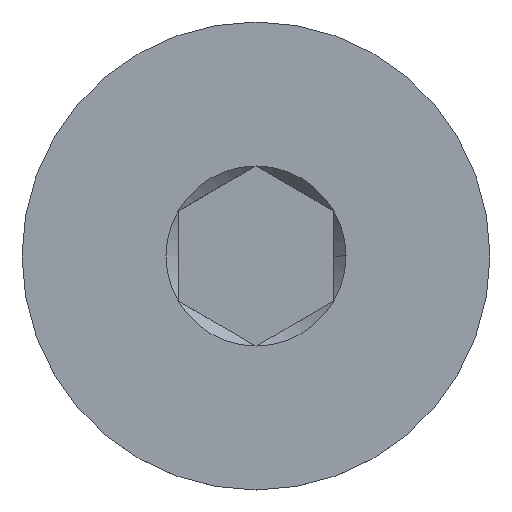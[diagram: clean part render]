
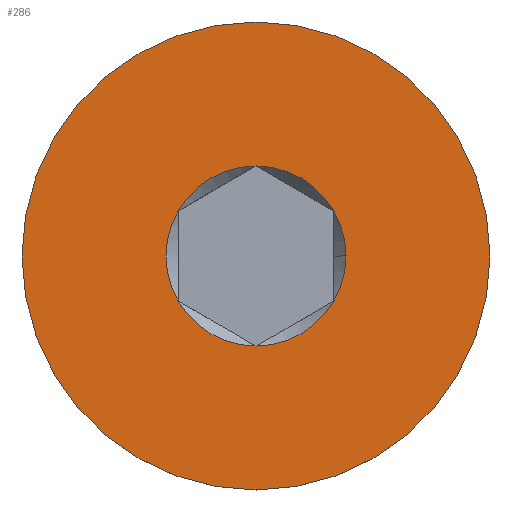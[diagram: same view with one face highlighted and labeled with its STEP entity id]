
A CAD part, top view. The second image highlights one B-rep face of the part: STEP entity #286.
In plain terms, the highlighted planar face has unit normal (0, 0, 1).
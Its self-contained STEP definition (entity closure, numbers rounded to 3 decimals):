
#24 = CARTESIAN_POINT ( 'NONE',  ( -2., -1.155, 0. ) ) ;
#31 = CARTESIAN_POINT ( 'NONE',  ( 0., 0., 0. ) ) ;
#34 = CIRCLE ( 'NONE', #265, 2.309 ) ;
#35 = DIRECTION ( 'NONE',  ( 0., 0., 1. ) ) ;
#40 = CIRCLE ( 'NONE', #624, 6. ) ;
#41 = VERTEX_POINT ( 'NONE', #361 ) ;
#52 = DIRECTION ( 'NONE',  ( 1., 0., 0. ) ) ;
#56 = VERTEX_POINT ( 'NONE', #24 ) ;
#103 = VERTEX_POINT ( 'NONE', #428 ) ;
#111 = AXIS2_PLACEMENT_3D ( 'NONE', #283, #238, #522 ) ;
#113 = CARTESIAN_POINT ( 'NONE',  ( 0., -3., 0. ) ) ;
#119 = FACE_OUTER_BOUND ( 'NONE', #294, .T. ) ;
#126 = CIRCLE ( 'NONE', #111, 2.309 ) ;
#127 = CIRCLE ( 'NONE', #565, 6. ) ;
#128 = ORIENTED_EDGE ( 'NONE', *, *, #516, .F. ) ;
#140 = CIRCLE ( 'NONE', #351, 2.309 ) ;
#141 = CIRCLE ( 'NONE', #352, 2.309 ) ;
#153 = CARTESIAN_POINT ( 'NONE',  ( 0., 2.309, 0. ) ) ;
#154 = EDGE_CURVE ( 'NONE', #56, #41, #140, .T. ) ;
#172 = CARTESIAN_POINT ( 'NONE',  ( 2., 1.155, 0. ) ) ;
#177 = EDGE_LOOP ( 'NONE', ( #474, #178, #718, #128, #745, #360, #411 ) ) ;
#178 = ORIENTED_EDGE ( 'NONE', *, *, #154, .F. ) ;
#179 = CARTESIAN_POINT ( 'NONE',  ( 0., 0., 0. ) ) ;
#181 = DIRECTION ( 'NONE',  ( 0., 0., 1. ) ) ;
#213 = DIRECTION ( 'NONE',  ( 0., 0., 1. ) ) ;
#234 = DIRECTION ( 'NONE',  ( 0., -1., 0. ) ) ;
#238 = DIRECTION ( 'NONE',  ( 0., 0., 1. ) ) ;
#252 = CARTESIAN_POINT ( 'NONE',  ( 0., 6., 0. ) ) ;
#265 = AXIS2_PLACEMENT_3D ( 'NONE', #456, #272, #328 ) ;
#268 = AXIS2_PLACEMENT_3D ( 'NONE', #625, #389, #438 ) ;
#271 = CARTESIAN_POINT ( 'NONE',  ( 0., -6., 0. ) ) ;
#272 = DIRECTION ( 'NONE',  ( 0., 0., 1. ) ) ;
#276 = DIRECTION ( 'NONE',  ( 0., 0., 1. ) ) ;
#280 = DIRECTION ( 'NONE',  ( 1., 0., 0. ) ) ;
#283 = CARTESIAN_POINT ( 'NONE',  ( 0., 0., 0. ) ) ;
#286 = ADVANCED_FACE ( 'NONE', ( #437, #119 ), #475, .T. ) ;
#294 = EDGE_LOOP ( 'NONE', ( #704, #611 ) ) ;
#307 = CARTESIAN_POINT ( 'NONE',  ( -2., 1.155, 0. ) ) ;
#319 = AXIS2_PLACEMENT_3D ( 'NONE', #31, #353, #52 ) ;
#328 = DIRECTION ( 'NONE',  ( 1., 0., 0. ) ) ;
#331 = CARTESIAN_POINT ( 'NONE',  ( 0., 0., 0. ) ) ;
#334 = DIRECTION ( 'NONE',  ( 0., 0., 1. ) ) ;
#341 = CARTESIAN_POINT ( 'NONE',  ( 2., -1.155, 0. ) ) ;
#351 = AXIS2_PLACEMENT_3D ( 'NONE', #382, #213, #376 ) ;
#352 = AXIS2_PLACEMENT_3D ( 'NONE', #386, #35, #280 ) ;
#353 = DIRECTION ( 'NONE',  ( 0., 0., 1. ) ) ;
#355 = EDGE_CURVE ( 'NONE', #103, #706, #126, .T. ) ;
#357 = VERTEX_POINT ( 'NONE', #252 ) ;
#360 = ORIENTED_EDGE ( 'NONE', *, *, #355, .F. ) ;
#361 = CARTESIAN_POINT ( 'NONE',  ( 0., -2.309, 0. ) ) ;
#376 = DIRECTION ( 'NONE',  ( 1., 0., 0. ) ) ;
#382 = CARTESIAN_POINT ( 'NONE',  ( 0., 0., 0. ) ) ;
#386 = CARTESIAN_POINT ( 'NONE',  ( 0., 0., 0. ) ) ;
#389 = DIRECTION ( 'NONE',  ( 0., 0., 1. ) ) ;
#406 = DIRECTION ( 'NONE',  ( 0., -1., 0. ) ) ;
#411 = ORIENTED_EDGE ( 'NONE', *, *, #708, .F. ) ;
#428 = CARTESIAN_POINT ( 'NONE',  ( 2.309, 0., 0. ) ) ;
#437 = FACE_BOUND ( 'NONE', #177, .T. ) ;
#438 = DIRECTION ( 'NONE',  ( 1., 0., 0. ) ) ;
#451 = CIRCLE ( 'NONE', #556, 2.309 ) ;
#455 = VERTEX_POINT ( 'NONE', #307 ) ;
#456 = CARTESIAN_POINT ( 'NONE',  ( 0., 0., 0. ) ) ;
#474 = ORIENTED_EDGE ( 'NONE', *, *, #506, .F. ) ;
#475 = PLANE ( 'NONE',  #666 ) ;
#496 = DIRECTION ( 'NONE',  ( 0., -1., 0. ) ) ;
#506 = EDGE_CURVE ( 'NONE', #41, #689, #758, .T. ) ;
#515 = CARTESIAN_POINT ( 'NONE',  ( 0., 0., 0. ) ) ;
#516 = EDGE_CURVE ( 'NONE', #635, #455, #34, .T. ) ;
#522 = DIRECTION ( 'NONE',  ( 1., 0., 0. ) ) ;
#542 = EDGE_CURVE ( 'NONE', #746, #357, #40, .T. ) ;
#556 = AXIS2_PLACEMENT_3D ( 'NONE', #331, #276, #736 ) ;
#565 = AXIS2_PLACEMENT_3D ( 'NONE', #179, #642, #406 ) ;
#593 = CIRCLE ( 'NONE', #268, 2.309 ) ;
#611 = ORIENTED_EDGE ( 'NONE', *, *, #681, .T. ) ;
#619 = EDGE_CURVE ( 'NONE', #706, #635, #141, .T. ) ;
#624 = AXIS2_PLACEMENT_3D ( 'NONE', #515, #334, #496 ) ;
#625 = CARTESIAN_POINT ( 'NONE',  ( 0., 0., 0. ) ) ;
#630 = EDGE_CURVE ( 'NONE', #455, #56, #451, .T. ) ;
#635 = VERTEX_POINT ( 'NONE', #153 ) ;
#642 = DIRECTION ( 'NONE',  ( 0., 0., 1. ) ) ;
#666 = AXIS2_PLACEMENT_3D ( 'NONE', #113, #181, #234 ) ;
#681 = EDGE_CURVE ( 'NONE', #357, #746, #127, .T. ) ;
#689 = VERTEX_POINT ( 'NONE', #341 ) ;
#704 = ORIENTED_EDGE ( 'NONE', *, *, #542, .T. ) ;
#706 = VERTEX_POINT ( 'NONE', #172 ) ;
#708 = EDGE_CURVE ( 'NONE', #689, #103, #593, .T. ) ;
#718 = ORIENTED_EDGE ( 'NONE', *, *, #630, .F. ) ;
#736 = DIRECTION ( 'NONE',  ( 1., 0., 0. ) ) ;
#745 = ORIENTED_EDGE ( 'NONE', *, *, #619, .F. ) ;
#746 = VERTEX_POINT ( 'NONE', #271 ) ;
#758 = CIRCLE ( 'NONE', #319, 2.309 ) ;
